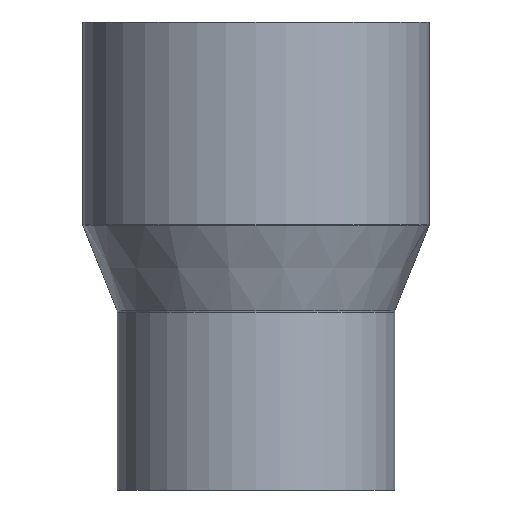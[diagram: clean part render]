
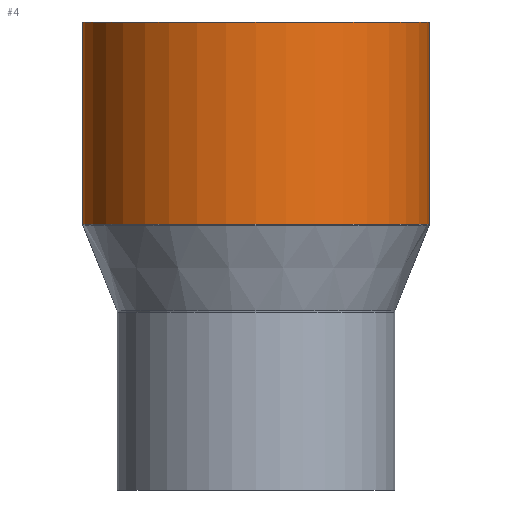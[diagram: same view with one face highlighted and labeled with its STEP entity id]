
A CAD part, front view. The second image highlights one B-rep face of the part: STEP entity #4.
In plain terms, the highlighted cylindrical face has radius 100 mm (diameter 200 mm), a partial arc.
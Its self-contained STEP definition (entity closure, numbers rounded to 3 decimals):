
#4 = ADVANCED_FACE ( 'NONE', ( #527 ), #574, .T. ) ;
#29 = CARTESIAN_POINT ( 'NONE',  ( 0., 0., 137.5 ) ) ;
#39 = ORIENTED_EDGE ( 'NONE', *, *, #229, .F. ) ;
#41 = CIRCLE ( 'NONE', #319, 100. ) ;
#47 = CARTESIAN_POINT ( 'NONE',  ( -100., 0., 20.885 ) ) ;
#83 = AXIS2_PLACEMENT_3D ( 'NONE', #29, #234, #493 ) ;
#89 = ORIENTED_EDGE ( 'NONE', *, *, #114, .T. ) ;
#100 = LINE ( 'NONE', #248, #470 ) ;
#114 = EDGE_CURVE ( 'NONE', #516, #625, #562, .T. ) ;
#118 = VECTOR ( 'NONE', #442, 1000. ) ;
#133 = EDGE_CURVE ( 'NONE', #270, #347, #41, .T. ) ;
#155 = DIRECTION ( 'NONE',  ( 0., 0., -1. ) ) ;
#228 = DIRECTION ( 'NONE',  ( -1., 0., 0. ) ) ;
#229 = EDGE_CURVE ( 'NONE', #516, #270, #100, .T. ) ;
#234 = DIRECTION ( 'NONE',  ( 0., 0., -1. ) ) ;
#240 = CARTESIAN_POINT ( 'NONE',  ( 0., 0., 20.885 ) ) ;
#248 = CARTESIAN_POINT ( 'NONE',  ( 100., 0., -16.533 ) ) ;
#262 = DIRECTION ( 'NONE',  ( 0., 0., -1. ) ) ;
#270 = VERTEX_POINT ( 'NONE', #363 ) ;
#313 = ORIENTED_EDGE ( 'NONE', *, *, #133, .F. ) ;
#319 = AXIS2_PLACEMENT_3D ( 'NONE', #240, #390, #228 ) ;
#340 = AXIS2_PLACEMENT_3D ( 'NONE', #627, #262, #475 ) ;
#347 = VERTEX_POINT ( 'NONE', #47 ) ;
#363 = CARTESIAN_POINT ( 'NONE',  ( 100., 0., 20.885 ) ) ;
#368 = EDGE_LOOP ( 'NONE', ( #39, #89, #462, #313 ) ) ;
#369 = CARTESIAN_POINT ( 'NONE',  ( 100., 0., 137.5 ) ) ;
#383 = LINE ( 'NONE', #626, #118 ) ;
#390 = DIRECTION ( 'NONE',  ( 0., 0., -1. ) ) ;
#392 = CARTESIAN_POINT ( 'NONE',  ( -100., 0., 137.5 ) ) ;
#442 = DIRECTION ( 'NONE',  ( 0., 0., -1. ) ) ;
#462 = ORIENTED_EDGE ( 'NONE', *, *, #566, .T. ) ;
#470 = VECTOR ( 'NONE', #155, 1000. ) ;
#475 = DIRECTION ( 'NONE',  ( -1., 0., 0. ) ) ;
#493 = DIRECTION ( 'NONE',  ( -1., 0., 0. ) ) ;
#516 = VERTEX_POINT ( 'NONE', #369 ) ;
#527 = FACE_OUTER_BOUND ( 'NONE', #368, .T. ) ;
#562 = CIRCLE ( 'NONE', #83, 100. ) ;
#566 = EDGE_CURVE ( 'NONE', #625, #347, #383, .T. ) ;
#574 = CYLINDRICAL_SURFACE ( 'NONE', #340, 100. ) ;
#625 = VERTEX_POINT ( 'NONE', #392 ) ;
#626 = CARTESIAN_POINT ( 'NONE',  ( -100., 0., -16.533 ) ) ;
#627 = CARTESIAN_POINT ( 'NONE',  ( 0., 0., -16.533 ) ) ;
